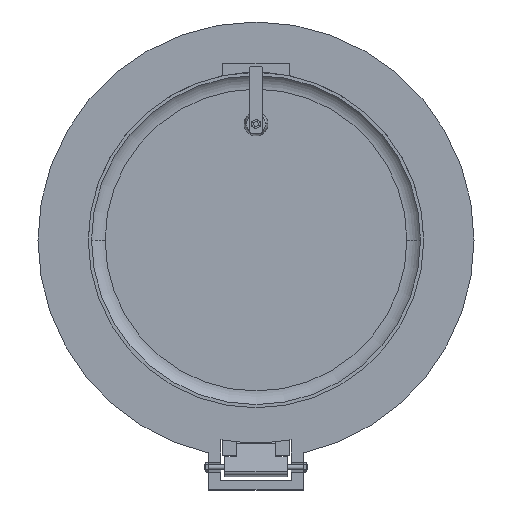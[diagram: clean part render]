
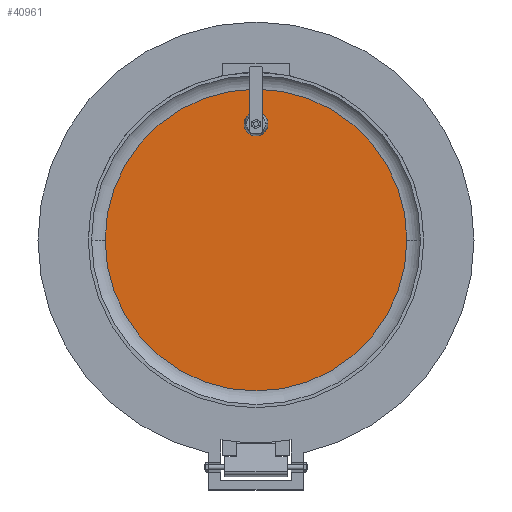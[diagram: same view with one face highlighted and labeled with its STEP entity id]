
A CAD part, front view. The second image highlights one B-rep face of the part: STEP entity #40961.
In plain terms, the highlighted face is planar.
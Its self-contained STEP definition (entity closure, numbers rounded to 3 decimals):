
#1186 = DIRECTION ( 'NONE',  ( 1., 0., 0. ) ) ;
#3218 = EDGE_CURVE ( 'NONE', #26132, #32511, #35098, .T. ) ;
#6262 = CARTESIAN_POINT ( 'NONE',  ( 0., 0., 12.7 ) ) ;
#6343 = CARTESIAN_POINT ( 'NONE',  ( -314.756, 0., 12.7 ) ) ;
#8040 = DIRECTION ( 'NONE',  ( 0., 0., -1. ) ) ;
#9436 = VERTEX_POINT ( 'NONE', #6343 ) ;
#9861 = CARTESIAN_POINT ( 'NONE',  ( -24.797, -242.159, 12.7 ) ) ;
#10598 = FACE_BOUND ( 'NONE', #20085, .T. ) ;
#11133 = DIRECTION ( 'NONE',  ( 1., 0., 0. ) ) ;
#11469 = CIRCLE ( 'NONE', #36686, 314.756 ) ;
#13009 = AXIS2_PLACEMENT_3D ( 'NONE', #6262, #22917, #52079 ) ;
#14145 = EDGE_LOOP ( 'NONE', ( #37650, #42032 ) ) ;
#17038 = CARTESIAN_POINT ( 'NONE',  ( 24.797, -242.159, 12.7 ) ) ;
#17469 = AXIS2_PLACEMENT_3D ( 'NONE', #31848, #23153, #11133 ) ;
#17582 = CARTESIAN_POINT ( 'NONE',  ( 0., 0., 12.7 ) ) ;
#19436 = AXIS2_PLACEMENT_3D ( 'NONE', #48531, #43897, #22646 ) ;
#20085 = EDGE_LOOP ( 'NONE', ( #47919, #40522 ) ) ;
#21544 = CARTESIAN_POINT ( 'NONE',  ( 314.756, 0., 12.7 ) ) ;
#22646 = DIRECTION ( 'NONE',  ( 1., 0., 0. ) ) ;
#22917 = DIRECTION ( 'NONE',  ( 0., 0., 1. ) ) ;
#23153 = DIRECTION ( 'NONE',  ( 0., 0., 1. ) ) ;
#23875 = CARTESIAN_POINT ( 'NONE',  ( 0., -242.159, 12.7 ) ) ;
#24243 = EDGE_CURVE ( 'NONE', #32511, #26132, #27476, .T. ) ;
#26132 = VERTEX_POINT ( 'NONE', #9861 ) ;
#26396 = VERTEX_POINT ( 'NONE', #21544 ) ;
#27476 = CIRCLE ( 'NONE', #34424, 24.797 ) ;
#31848 = CARTESIAN_POINT ( 'NONE',  ( -157.378, 0., 12.7 ) ) ;
#32511 = VERTEX_POINT ( 'NONE', #17038 ) ;
#34424 = AXIS2_PLACEMENT_3D ( 'NONE', #23875, #8040, #37463 ) ;
#35098 = CIRCLE ( 'NONE', #19436, 24.797 ) ;
#36204 = PLANE ( 'NONE',  #17469 ) ;
#36686 = AXIS2_PLACEMENT_3D ( 'NONE', #17582, #43192, #1186 ) ;
#37463 = DIRECTION ( 'NONE',  ( 1., 0., 0. ) ) ;
#37650 = ORIENTED_EDGE ( 'NONE', *, *, #37986, .F. ) ;
#37986 = EDGE_CURVE ( 'NONE', #26396, #9436, #42598, .T. ) ;
#40522 = ORIENTED_EDGE ( 'NONE', *, *, #3218, .F. ) ;
#40961 = ADVANCED_FACE ( 'NONE', ( #10598, #43866 ), #36204, .F. ) ;
#42032 = ORIENTED_EDGE ( 'NONE', *, *, #46622, .F. ) ;
#42598 = CIRCLE ( 'NONE', #13009, 314.756 ) ;
#43192 = DIRECTION ( 'NONE',  ( 0., 0., 1. ) ) ;
#43866 = FACE_OUTER_BOUND ( 'NONE', #14145, .T. ) ;
#43897 = DIRECTION ( 'NONE',  ( 0., 0., -1. ) ) ;
#46622 = EDGE_CURVE ( 'NONE', #9436, #26396, #11469, .T. ) ;
#47919 = ORIENTED_EDGE ( 'NONE', *, *, #24243, .F. ) ;
#48531 = CARTESIAN_POINT ( 'NONE',  ( 0., -242.159, 12.7 ) ) ;
#52079 = DIRECTION ( 'NONE',  ( 1., 0., 0. ) ) ;
